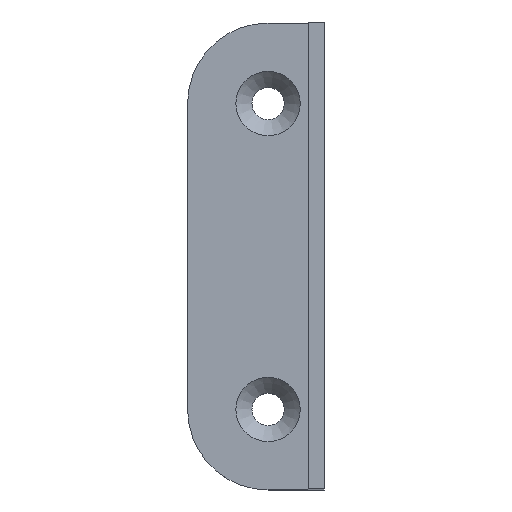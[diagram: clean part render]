
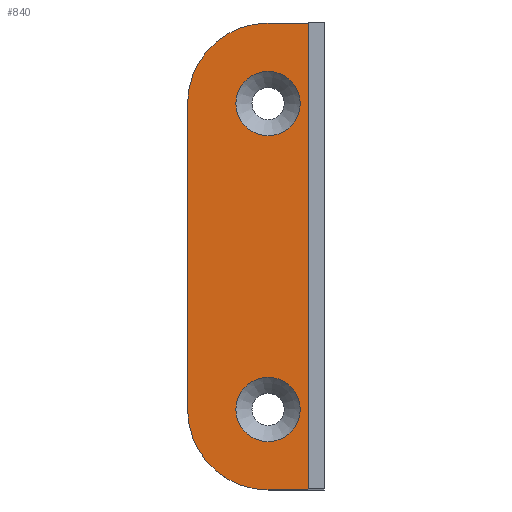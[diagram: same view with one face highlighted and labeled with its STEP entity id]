
A CAD part, top view. The second image highlights one B-rep face of the part: STEP entity #840.
In plain terms, the highlighted planar face has unit normal (0, 0, 1).
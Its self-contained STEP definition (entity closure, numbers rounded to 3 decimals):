
#32 = PLANE('',#33);
#33 = AXIS2_PLACEMENT_3D('',#34,#35,#36);
#34 = CARTESIAN_POINT('',(75.,0.,-117.005));
#35 = DIRECTION('',(1.,0.,0.));
#36 = DIRECTION('',(0.,0.,1.));
#199 = VERTEX_POINT('',#200);
#200 = CARTESIAN_POINT('',(75.,-29.,-156.));
#228 = EDGE_CURVE('',#199,#229,#231,.T.);
#229 = VERTEX_POINT('',#230);
#230 = CARTESIAN_POINT('',(75.,29.,-156.));
#231 = SURFACE_CURVE('',#232,(#236,#243),.PCURVE_S1.);
#232 = LINE('',#233,#234);
#233 = CARTESIAN_POINT('',(75.,-29.,-156.));
#234 = VECTOR('',#235,1.);
#235 = DIRECTION('',(0.,1.,0.));
#236 = PCURVE('',#32,#237);
#237 = DEFINITIONAL_REPRESENTATION('',(#238),#242);
#238 = LINE('',#239,#240);
#239 = CARTESIAN_POINT('',(-38.995,29.));
#240 = VECTOR('',#241,1.);
#241 = DIRECTION('',(0.,-1.));
#242 = ( GEOMETRIC_REPRESENTATION_CONTEXT(2) 
PARAMETRIC_REPRESENTATION_CONTEXT() REPRESENTATION_CONTEXT('2D SPACE',''
  ) );
#243 = PCURVE('',#244,#249);
#244 = PLANE('',#245);
#245 = AXIS2_PLACEMENT_3D('',#246,#247,#248);
#246 = CARTESIAN_POINT('',(75.,-29.,-156.));
#247 = DIRECTION('',(0.,0.,-1.));
#248 = DIRECTION('',(0.,1.,0.));
#249 = DEFINITIONAL_REPRESENTATION('',(#250),#254);
#250 = LINE('',#251,#252);
#251 = CARTESIAN_POINT('',(0.,0.));
#252 = VECTOR('',#253,1.);
#253 = DIRECTION('',(1.,0.));
#254 = ( GEOMETRIC_REPRESENTATION_CONTEXT(2) 
PARAMETRIC_REPRESENTATION_CONTEXT() REPRESENTATION_CONTEXT('2D SPACE',''
  ) );
#703 = PLANE('',#704);
#704 = AXIS2_PLACEMENT_3D('',#705,#706,#707);
#705 = CARTESIAN_POINT('',(75.,-29.,-160.));
#706 = DIRECTION('',(0.,1.,0.));
#707 = DIRECTION('',(0.,0.,1.));
#828 = PLANE('',#829);
#829 = AXIS2_PLACEMENT_3D('',#830,#831,#832);
#830 = CARTESIAN_POINT('',(75.,29.,-156.));
#831 = DIRECTION('',(0.,-1.,0.));
#832 = DIRECTION('',(0.,0.,-1.));
#840 = ADVANCED_FACE('',(#841,#876,#1009),#244,.F.);
#841 = FACE_BOUND('',#842,.F.);
#842 = EDGE_LOOP('',(#843));
#843 = ORIENTED_EDGE('',*,*,#844,.T.);
#844 = EDGE_CURVE('',#845,#845,#847,.T.);
#845 = VERTEX_POINT('',#846);
#846 = CARTESIAN_POINT('',(74.,-19.,-156.));
#847 = SURFACE_CURVE('',#848,(#853,#864),.PCURVE_S1.);
#848 = CIRCLE('',#849,4.);
#849 = AXIS2_PLACEMENT_3D('',#850,#851,#852);
#850 = CARTESIAN_POINT('',(70.,-19.,-156.));
#851 = DIRECTION('',(0.,0.,1.));
#852 = DIRECTION('',(1.,0.,0.));
#853 = PCURVE('',#244,#854);
#854 = DEFINITIONAL_REPRESENTATION('',(#855),#863);
#855 = ( BOUNDED_CURVE() B_SPLINE_CURVE(2,(#856,#857,#858,#859,#860,#861
,#862),.UNSPECIFIED.,.T.,.F.) B_SPLINE_CURVE_WITH_KNOTS((1,2,2,2,2,1),(
    -2.094,0.,2.094,4.189,6.283,
8.378),.UNSPECIFIED.) CURVE() GEOMETRIC_REPRESENTATION_ITEM() 
RATIONAL_B_SPLINE_CURVE((1.,0.5,1.,0.5,1.,0.5,1.)) REPRESENTATION_ITEM(
  '') );
#856 = CARTESIAN_POINT('',(10.,-1.));
#857 = CARTESIAN_POINT('',(16.928,-1.));
#858 = CARTESIAN_POINT('',(13.464,-7.));
#859 = CARTESIAN_POINT('',(10.,-13.));
#860 = CARTESIAN_POINT('',(6.536,-7.));
#861 = CARTESIAN_POINT('',(3.072,-1.));
#862 = CARTESIAN_POINT('',(10.,-1.));
#863 = ( GEOMETRIC_REPRESENTATION_CONTEXT(2) 
PARAMETRIC_REPRESENTATION_CONTEXT() REPRESENTATION_CONTEXT('2D SPACE',''
  ) );
#864 = PCURVE('',#865,#870);
#865 = CONICAL_SURFACE('',#866,2.,0.785);
#866 = AXIS2_PLACEMENT_3D('',#867,#868,#869);
#867 = CARTESIAN_POINT('',(70.,-19.,-158.));
#868 = DIRECTION('',(0.,0.,1.));
#869 = DIRECTION('',(1.,0.,0.));
#870 = DEFINITIONAL_REPRESENTATION('',(#871),#875);
#871 = LINE('',#872,#873);
#872 = CARTESIAN_POINT('',(-0.,2.));
#873 = VECTOR('',#874,1.);
#874 = DIRECTION('',(1.,-0.));
#875 = ( GEOMETRIC_REPRESENTATION_CONTEXT(2) 
PARAMETRIC_REPRESENTATION_CONTEXT() REPRESENTATION_CONTEXT('2D SPACE',''
  ) );
#876 = FACE_BOUND('',#877,.F.);
#877 = EDGE_LOOP('',(#878,#901,#930,#958,#987,#1008));
#878 = ORIENTED_EDGE('',*,*,#879,.T.);
#879 = EDGE_CURVE('',#199,#880,#882,.T.);
#880 = VERTEX_POINT('',#881);
#881 = CARTESIAN_POINT('',(70.,-29.,-156.));
#882 = SURFACE_CURVE('',#883,(#887,#894),.PCURVE_S1.);
#883 = LINE('',#884,#885);
#884 = CARTESIAN_POINT('',(75.,-29.,-156.));
#885 = VECTOR('',#886,1.);
#886 = DIRECTION('',(-1.,0.,0.));
#887 = PCURVE('',#244,#888);
#888 = DEFINITIONAL_REPRESENTATION('',(#889),#893);
#889 = LINE('',#890,#891);
#890 = CARTESIAN_POINT('',(0.,0.));
#891 = VECTOR('',#892,1.);
#892 = DIRECTION('',(0.,-1.));
#893 = ( GEOMETRIC_REPRESENTATION_CONTEXT(2) 
PARAMETRIC_REPRESENTATION_CONTEXT() REPRESENTATION_CONTEXT('2D SPACE',''
  ) );
#894 = PCURVE('',#703,#895);
#895 = DEFINITIONAL_REPRESENTATION('',(#896),#900);
#896 = LINE('',#897,#898);
#897 = CARTESIAN_POINT('',(4.,0.));
#898 = VECTOR('',#899,1.);
#899 = DIRECTION('',(0.,-1.));
#900 = ( GEOMETRIC_REPRESENTATION_CONTEXT(2) 
PARAMETRIC_REPRESENTATION_CONTEXT() REPRESENTATION_CONTEXT('2D SPACE',''
  ) );
#901 = ORIENTED_EDGE('',*,*,#902,.T.);
#902 = EDGE_CURVE('',#880,#903,#905,.T.);
#903 = VERTEX_POINT('',#904);
#904 = CARTESIAN_POINT('',(60.,-19.,-156.));
#905 = SURFACE_CURVE('',#906,(#911,#918),.PCURVE_S1.);
#906 = CIRCLE('',#907,10.);
#907 = AXIS2_PLACEMENT_3D('',#908,#909,#910);
#908 = CARTESIAN_POINT('',(70.,-19.,-156.));
#909 = DIRECTION('',(0.,0.,-1.));
#910 = DIRECTION('',(-1.,0.,0.));
#911 = PCURVE('',#244,#912);
#912 = DEFINITIONAL_REPRESENTATION('',(#913),#917);
#913 = CIRCLE('',#914,10.);
#914 = AXIS2_PLACEMENT_2D('',#915,#916);
#915 = CARTESIAN_POINT('',(10.,-5.));
#916 = DIRECTION('',(0.,-1.));
#917 = ( GEOMETRIC_REPRESENTATION_CONTEXT(2) 
PARAMETRIC_REPRESENTATION_CONTEXT() REPRESENTATION_CONTEXT('2D SPACE',''
  ) );
#918 = PCURVE('',#919,#924);
#919 = CYLINDRICAL_SURFACE('',#920,10.);
#920 = AXIS2_PLACEMENT_3D('',#921,#922,#923);
#921 = CARTESIAN_POINT('',(70.,-19.,-160.));
#922 = DIRECTION('',(0.,0.,1.));
#923 = DIRECTION('',(0.,-1.,0.));
#924 = DEFINITIONAL_REPRESENTATION('',(#925),#929);
#925 = LINE('',#926,#927);
#926 = CARTESIAN_POINT('',(4.712,4.));
#927 = VECTOR('',#928,1.);
#928 = DIRECTION('',(-1.,0.));
#929 = ( GEOMETRIC_REPRESENTATION_CONTEXT(2) 
PARAMETRIC_REPRESENTATION_CONTEXT() REPRESENTATION_CONTEXT('2D SPACE',''
  ) );
#930 = ORIENTED_EDGE('',*,*,#931,.T.);
#931 = EDGE_CURVE('',#903,#932,#934,.T.);
#932 = VERTEX_POINT('',#933);
#933 = CARTESIAN_POINT('',(60.,19.,-156.));
#934 = SURFACE_CURVE('',#935,(#939,#946),.PCURVE_S1.);
#935 = LINE('',#936,#937);
#936 = CARTESIAN_POINT('',(60.,-29.,-156.));
#937 = VECTOR('',#938,1.);
#938 = DIRECTION('',(0.,1.,0.));
#939 = PCURVE('',#244,#940);
#940 = DEFINITIONAL_REPRESENTATION('',(#941),#945);
#941 = LINE('',#942,#943);
#942 = CARTESIAN_POINT('',(0.,-15.));
#943 = VECTOR('',#944,1.);
#944 = DIRECTION('',(1.,0.));
#945 = ( GEOMETRIC_REPRESENTATION_CONTEXT(2) 
PARAMETRIC_REPRESENTATION_CONTEXT() REPRESENTATION_CONTEXT('2D SPACE',''
  ) );
#946 = PCURVE('',#947,#952);
#947 = PLANE('',#948);
#948 = AXIS2_PLACEMENT_3D('',#949,#950,#951);
#949 = CARTESIAN_POINT('',(60.,0.,-158.));
#950 = DIRECTION('',(1.,0.,0.));
#951 = DIRECTION('',(0.,0.,1.));
#952 = DEFINITIONAL_REPRESENTATION('',(#953),#957);
#953 = LINE('',#954,#955);
#954 = CARTESIAN_POINT('',(2.,29.));
#955 = VECTOR('',#956,1.);
#956 = DIRECTION('',(0.,-1.));
#957 = ( GEOMETRIC_REPRESENTATION_CONTEXT(2) 
PARAMETRIC_REPRESENTATION_CONTEXT() REPRESENTATION_CONTEXT('2D SPACE',''
  ) );
#958 = ORIENTED_EDGE('',*,*,#959,.T.);
#959 = EDGE_CURVE('',#932,#960,#962,.T.);
#960 = VERTEX_POINT('',#961);
#961 = CARTESIAN_POINT('',(70.,29.,-156.));
#962 = SURFACE_CURVE('',#963,(#968,#975),.PCURVE_S1.);
#963 = CIRCLE('',#964,10.);
#964 = AXIS2_PLACEMENT_3D('',#965,#966,#967);
#965 = CARTESIAN_POINT('',(70.,19.,-156.));
#966 = DIRECTION('',(0.,0.,-1.));
#967 = DIRECTION('',(1.,0.,0.));
#968 = PCURVE('',#244,#969);
#969 = DEFINITIONAL_REPRESENTATION('',(#970),#974);
#970 = CIRCLE('',#971,10.);
#971 = AXIS2_PLACEMENT_2D('',#972,#973);
#972 = CARTESIAN_POINT('',(48.,-5.));
#973 = DIRECTION('',(0.,1.));
#974 = ( GEOMETRIC_REPRESENTATION_CONTEXT(2) 
PARAMETRIC_REPRESENTATION_CONTEXT() REPRESENTATION_CONTEXT('2D SPACE',''
  ) );
#975 = PCURVE('',#976,#981);
#976 = CYLINDRICAL_SURFACE('',#977,10.);
#977 = AXIS2_PLACEMENT_3D('',#978,#979,#980);
#978 = CARTESIAN_POINT('',(70.,19.,-156.));
#979 = DIRECTION('',(0.,0.,-1.));
#980 = DIRECTION('',(-1.,0.,0.));
#981 = DEFINITIONAL_REPRESENTATION('',(#982),#986);
#982 = LINE('',#983,#984);
#983 = CARTESIAN_POINT('',(-3.142,0.));
#984 = VECTOR('',#985,1.);
#985 = DIRECTION('',(1.,0.));
#986 = ( GEOMETRIC_REPRESENTATION_CONTEXT(2) 
PARAMETRIC_REPRESENTATION_CONTEXT() REPRESENTATION_CONTEXT('2D SPACE',''
  ) );
#987 = ORIENTED_EDGE('',*,*,#988,.F.);
#988 = EDGE_CURVE('',#229,#960,#989,.T.);
#989 = SURFACE_CURVE('',#990,(#994,#1001),.PCURVE_S1.);
#990 = LINE('',#991,#992);
#991 = CARTESIAN_POINT('',(75.,29.,-156.));
#992 = VECTOR('',#993,1.);
#993 = DIRECTION('',(-1.,0.,0.));
#994 = PCURVE('',#244,#995);
#995 = DEFINITIONAL_REPRESENTATION('',(#996),#1000);
#996 = LINE('',#997,#998);
#997 = CARTESIAN_POINT('',(58.,0.));
#998 = VECTOR('',#999,1.);
#999 = DIRECTION('',(0.,-1.));
#1000 = ( GEOMETRIC_REPRESENTATION_CONTEXT(2) 
PARAMETRIC_REPRESENTATION_CONTEXT() REPRESENTATION_CONTEXT('2D SPACE',''
  ) );
#1001 = PCURVE('',#828,#1002);
#1002 = DEFINITIONAL_REPRESENTATION('',(#1003),#1007);
#1003 = LINE('',#1004,#1005);
#1004 = CARTESIAN_POINT('',(0.,0.));
#1005 = VECTOR('',#1006,1.);
#1006 = DIRECTION('',(0.,-1.));
#1007 = ( GEOMETRIC_REPRESENTATION_CONTEXT(2) 
PARAMETRIC_REPRESENTATION_CONTEXT() REPRESENTATION_CONTEXT('2D SPACE',''
  ) );
#1008 = ORIENTED_EDGE('',*,*,#228,.F.);
#1009 = FACE_BOUND('',#1010,.F.);
#1010 = EDGE_LOOP('',(#1011));
#1011 = ORIENTED_EDGE('',*,*,#1012,.T.);
#1012 = EDGE_CURVE('',#1013,#1013,#1015,.T.);
#1013 = VERTEX_POINT('',#1014);
#1014 = CARTESIAN_POINT('',(74.,19.,-156.));
#1015 = SURFACE_CURVE('',#1016,(#1021,#1032),.PCURVE_S1.);
#1016 = CIRCLE('',#1017,4.);
#1017 = AXIS2_PLACEMENT_3D('',#1018,#1019,#1020);
#1018 = CARTESIAN_POINT('',(70.,19.,-156.));
#1019 = DIRECTION('',(0.,0.,1.));
#1020 = DIRECTION('',(1.,0.,0.));
#1021 = PCURVE('',#244,#1022);
#1022 = DEFINITIONAL_REPRESENTATION('',(#1023),#1031);
#1023 = ( BOUNDED_CURVE() B_SPLINE_CURVE(2,(#1024,#1025,#1026,#1027,
#1028,#1029,#1030),.UNSPECIFIED.,.T.,.F.) B_SPLINE_CURVE_WITH_KNOTS((1,2
    ,2,2,2,1),(-2.094,0.,2.094,4.189,
6.283,8.378),.UNSPECIFIED.) CURVE() 
GEOMETRIC_REPRESENTATION_ITEM() RATIONAL_B_SPLINE_CURVE((1.,0.5,1.,0.5,
1.,0.5,1.)) REPRESENTATION_ITEM('') );
#1024 = CARTESIAN_POINT('',(48.,-1.));
#1025 = CARTESIAN_POINT('',(54.928,-1.));
#1026 = CARTESIAN_POINT('',(51.464,-7.));
#1027 = CARTESIAN_POINT('',(48.,-13.));
#1028 = CARTESIAN_POINT('',(44.536,-7.));
#1029 = CARTESIAN_POINT('',(41.072,-1.));
#1030 = CARTESIAN_POINT('',(48.,-1.));
#1031 = ( GEOMETRIC_REPRESENTATION_CONTEXT(2) 
PARAMETRIC_REPRESENTATION_CONTEXT() REPRESENTATION_CONTEXT('2D SPACE',''
  ) );
#1032 = PCURVE('',#1033,#1038);
#1033 = CONICAL_SURFACE('',#1034,2.,0.785);
#1034 = AXIS2_PLACEMENT_3D('',#1035,#1036,#1037);
#1035 = CARTESIAN_POINT('',(70.,19.,-158.));
#1036 = DIRECTION('',(0.,0.,1.));
#1037 = DIRECTION('',(1.,0.,0.));
#1038 = DEFINITIONAL_REPRESENTATION('',(#1039),#1043);
#1039 = LINE('',#1040,#1041);
#1040 = CARTESIAN_POINT('',(-0.,2.));
#1041 = VECTOR('',#1042,1.);
#1042 = DIRECTION('',(1.,-0.));
#1043 = ( GEOMETRIC_REPRESENTATION_CONTEXT(2) 
PARAMETRIC_REPRESENTATION_CONTEXT() REPRESENTATION_CONTEXT('2D SPACE',''
  ) );
